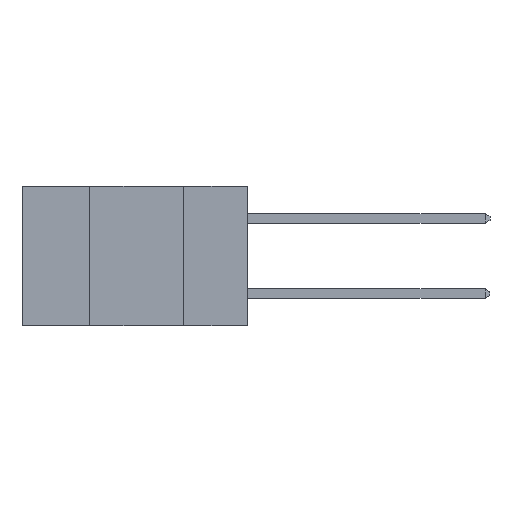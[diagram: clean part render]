
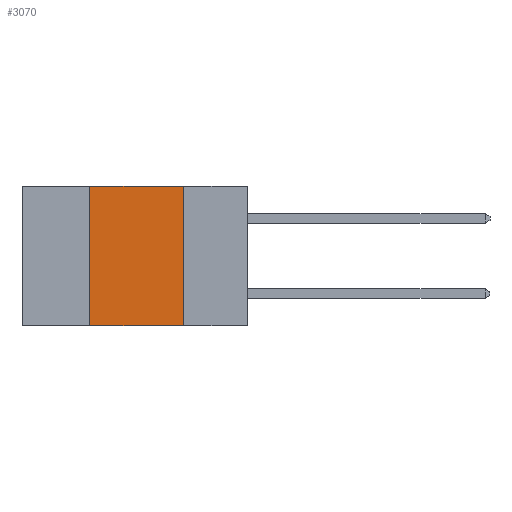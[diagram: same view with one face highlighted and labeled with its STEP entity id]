
A CAD part, left-side view. The second image highlights one B-rep face of the part: STEP entity #3070.
In plain terms, the highlighted planar face has unit normal (-1, 0, 0).
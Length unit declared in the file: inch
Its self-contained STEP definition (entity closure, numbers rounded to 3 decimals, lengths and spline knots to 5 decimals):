
#3 = VECTOR ( 'NONE', #1390, 39.37008 ) ;
#203 = DIRECTION ( 'NONE',  ( 0., 0., 1. ) ) ;
#379 = ORIENTED_EDGE ( 'NONE', *, *, #1363, .F. ) ;
#405 = ORIENTED_EDGE ( 'NONE', *, *, #8130, .F. ) ;
#433 = VECTOR ( 'NONE', #6346, 39.37008 ) ;
#550 = ORIENTED_EDGE ( 'NONE', *, *, #11852, .T. ) ;
#676 = CARTESIAN_POINT ( 'NONE',  ( 0., 0.42, 0. ) ) ;
#919 = ORIENTED_EDGE ( 'NONE', *, *, #1338, .F. ) ;
#1338 = EDGE_CURVE ( 'NONE', #7527, #8309, #7573, .T. ) ;
#1363 = EDGE_CURVE ( 'NONE', #8548, #10641, #7009, .T. ) ;
#1390 = DIRECTION ( 'NONE',  ( 0., 0., -1. ) ) ;
#1461 = CARTESIAN_POINT ( 'NONE',  ( 0., 0.42, -0.37 ) ) ;
#2127 = DIRECTION ( 'NONE',  ( 0., -1., 0. ) ) ;
#3070 = ADVANCED_FACE ( 'NONE', ( #11789 ), #11281, .F. ) ;
#3299 = LINE ( 'NONE', #4427, #433 ) ;
#3512 = CARTESIAN_POINT ( 'NONE',  ( 0., 0.17, 0. ) ) ;
#4275 = DIRECTION ( 'NONE',  ( 1., 0., 0. ) ) ;
#4394 = DIRECTION ( 'NONE',  ( 0., 0., -1. ) ) ;
#4427 = CARTESIAN_POINT ( 'NONE',  ( 0., 0.6, 0. ) ) ;
#5081 = VECTOR ( 'NONE', #203, 39.37008 ) ;
#5829 = AXIS2_PLACEMENT_3D ( 'NONE', #7883, #4275, #4394 ) ;
#6346 = DIRECTION ( 'NONE',  ( 0., -1., 0. ) ) ;
#6370 = CARTESIAN_POINT ( 'NONE',  ( 0., 0.17, 0. ) ) ;
#7000 = CARTESIAN_POINT ( 'NONE',  ( 0., 0.42, 0. ) ) ;
#7009 = LINE ( 'NONE', #7000, #5081 ) ;
#7527 = VERTEX_POINT ( 'NONE', #6370 ) ;
#7573 = LINE ( 'NONE', #3512, #3 ) ;
#7729 = CARTESIAN_POINT ( 'NONE',  ( 0., 0.6, -0.37 ) ) ;
#7812 = CARTESIAN_POINT ( 'NONE',  ( 0., 0.17, -0.37 ) ) ;
#7883 = CARTESIAN_POINT ( 'NONE',  ( 0., 0.6, 0. ) ) ;
#8130 = EDGE_CURVE ( 'NONE', #10641, #7527, #3299, .T. ) ;
#8309 = VERTEX_POINT ( 'NONE', #7812 ) ;
#8548 = VERTEX_POINT ( 'NONE', #1461 ) ;
#9742 = VECTOR ( 'NONE', #2127, 39.37008 ) ;
#10641 = VERTEX_POINT ( 'NONE', #676 ) ;
#11281 = PLANE ( 'NONE',  #5829 ) ;
#11789 = FACE_OUTER_BOUND ( 'NONE', #11891, .T. ) ;
#11852 = EDGE_CURVE ( 'NONE', #8548, #8309, #11870, .T. ) ;
#11870 = LINE ( 'NONE', #7729, #9742 ) ;
#11891 = EDGE_LOOP ( 'NONE', ( #919, #405, #379, #550 ) ) ;
